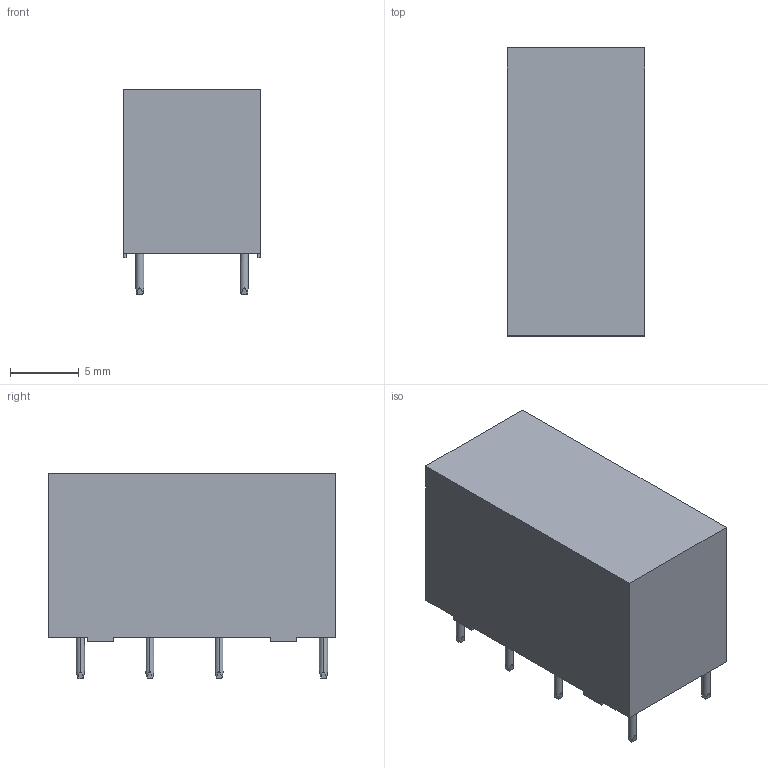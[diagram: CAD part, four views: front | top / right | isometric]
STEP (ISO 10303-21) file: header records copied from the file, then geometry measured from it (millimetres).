
FILE_DESCRIPTION(('CATIA V5 STEP Exchange'),'2;1');
FILE_NAME('jrc-19f.stp','2021-01-12T19:33:11+00:00',('none'),('none'),'CATIA Version 5 Release 19 GA (IN-10)','CATIA V5 STEP AP203','none');
FILE_SCHEMA(('CONFIG_CONTROL_DESIGN'));
Length unit declared in the file: millimetre
Products named in the file (1): Part1
Bounding box: 10 x 21 x 15 mm (x, y, z)
Volume: 2527.1 mm3; surface area: 1213.2 mm2
Topology: 1 solids, 1 shells, 78 faces, 204 edges, 136 vertices
Faces by surface type: plane 62, cylinder 16
Entity records: 2968 total; most frequent: CARTESIAN_POINT 1289, ORIENTED_EDGE 408, DIRECTION 214, EDGE_CURVE 204, VERTEX_POINT 136, VECTOR 124, LINE 124, EDGE_LOOP 86
